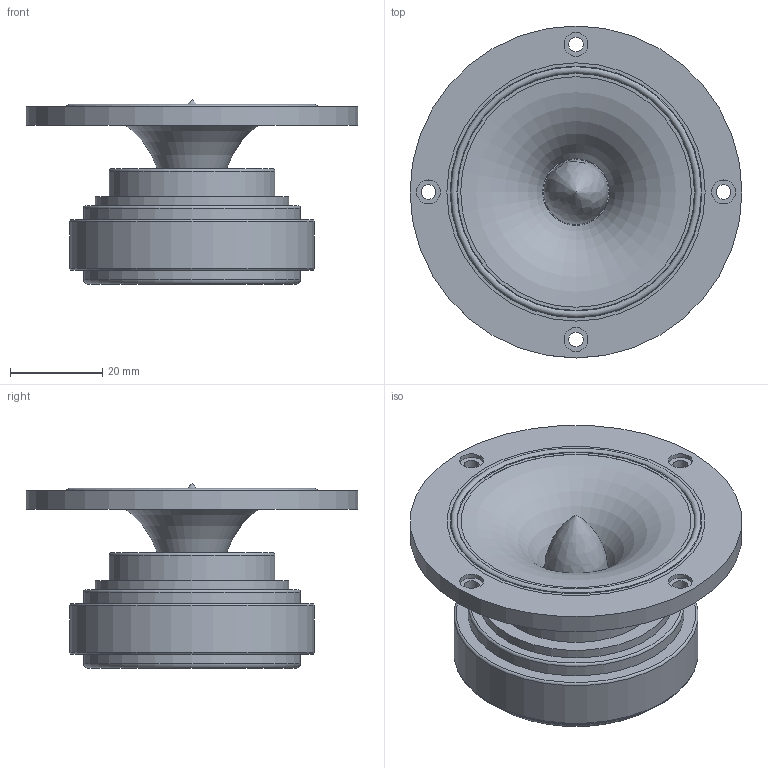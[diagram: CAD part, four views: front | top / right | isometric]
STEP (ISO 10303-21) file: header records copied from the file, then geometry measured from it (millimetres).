
FILE_DESCRIPTION(/* description */ (''),/* implementation_level */ '2;1');
FILE_NAME(/* name */ 'RS75-4 speaker.step',/* time_stamp */ '2025-05-04T21:07:46-07:00',/* author */ (''),/* organization */ (''),/* preprocessor_version */ 'ST-DEVELOPER v20.1',/* originating_system */ 'Autodesk Translation Framework v14.4.0.0',/* authorisation */ '');
FILE_SCHEMA (('AUTOMOTIVE_DESIGN { 1 0 10303 214 3 1 1 }'));
Length unit declared in the file: millimetre
Products named in the file (9): RS75-4; magnet; ring; feltPad; cone; dustCap; topRing; surround; basket
Assembly tree (8 placements, depth 2):
  RS75-4
    magnet
    ring
    feltPad
    cone
    dustCap
    topRing
    surround
    basket
Bounding box: 72 x 72 x 40 mm (x, y, z)
Volume: 51748 mm3; surface area: 25602.4 mm2
Topology: 8 solids, 8 shells, 53 faces, 88 edges, 55 vertices
Faces by surface type: plane 20, cylinder 19, torus 13, bspline 1
Full cylindrical faces by diameter (mm): 3.2 x4, 5.2 x4, 36 x2, 42 x1, 47 x2, 50 x2, 53 x1, 56 x2, 72 x1
Entity records: 1613 total; most frequent: DIRECTION 293, CARTESIAN_POINT 238, ORIENTED_EDGE 174, AXIS2_PLACEMENT_3D 137, EDGE_CURVE 87, EDGE_LOOP 76, CIRCLE 68, VERTEX_POINT 55
